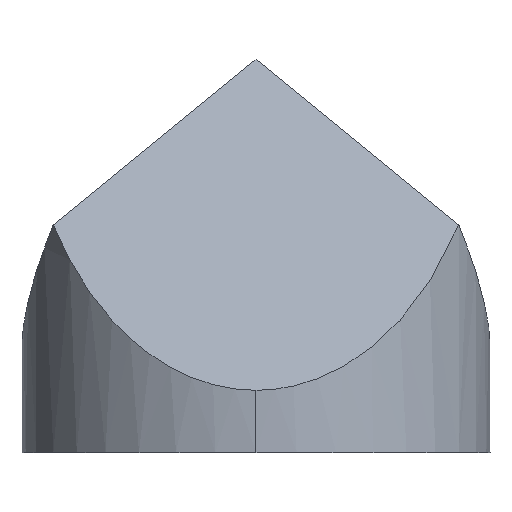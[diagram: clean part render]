
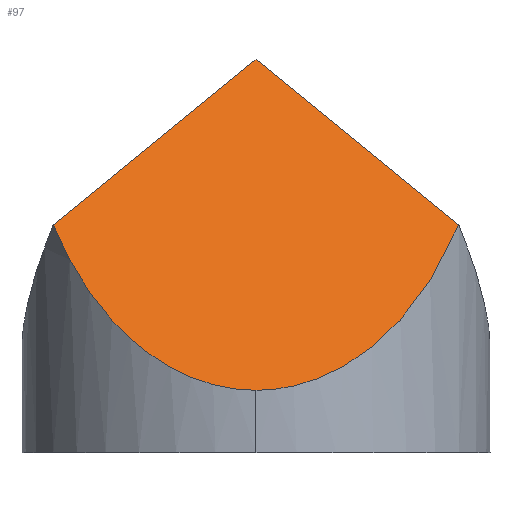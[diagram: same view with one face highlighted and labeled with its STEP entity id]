
A CAD part, left-side view. The second image highlights one B-rep face of the part: STEP entity #97.
In plain terms, the highlighted planar face has unit normal (-0.816, 0, 0.577).
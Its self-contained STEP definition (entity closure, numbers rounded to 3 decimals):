
#8 = VECTOR ( 'NONE', #190, 1000. ) ;
#17 = CARTESIAN_POINT ( 'NONE',  ( -12.5, -21.651, 24.326 ) ) ;
#30 = VERTEX_POINT ( 'NONE', #17 ) ;
#38 = CARTESIAN_POINT ( 'NONE',  ( -25., -9.151, 6.652 ) ) ;
#47 = CARTESIAN_POINT ( 'NONE',  ( 0., 0., 42. ) ) ;
#52 = ORIENTED_EDGE ( 'NONE', *, *, #173, .F. ) ;
#58 = VERTEX_POINT ( 'NONE', #132 ) ;
#64 = CARTESIAN_POINT ( 'NONE',  ( -12.5, 21.651, 24.326 ) ) ;
#69 = CARTESIAN_POINT ( 'NONE',  ( -20.425, 17.075, 13.121 ) ) ;
#82 = ORIENTED_EDGE ( 'NONE', *, *, #152, .F. ) ;
#83 = CARTESIAN_POINT ( 'NONE',  ( -12.5, -21.651, 24.326 ) ) ;
#85 = DIRECTION ( 'NONE',  ( -0.577, 0., -0.816 ) ) ;
#97 = ADVANCED_FACE ( 'NONE', ( #167 ), #156, .F. ) ;
#98 = ORIENTED_EDGE ( 'NONE', *, *, #229, .F. ) ;
#112 = CARTESIAN_POINT ( 'NONE',  ( -25., 9.151, 6.652 ) ) ;
#132 = CARTESIAN_POINT ( 'NONE',  ( -25., 0., 6.652 ) ) ;
#141 = LINE ( 'NONE', #223, #219 ) ;
#152 = EDGE_CURVE ( 'NONE', #30, #58, #294, .T. ) ;
#156 = PLANE ( 'NONE',  #172 ) ;
#163 = CARTESIAN_POINT ( 'NONE',  ( -11.404, -19.753, 25.875 ) ) ;
#167 = FACE_OUTER_BOUND ( 'NONE', #297, .T. ) ;
#172 = AXIS2_PLACEMENT_3D ( 'NONE', #215, #217, #85 ) ;
#173 = EDGE_CURVE ( 'NONE', #58, #247, #192, .T. ) ;
#185 = CARTESIAN_POINT ( 'NONE',  ( -20.425, -17.075, 13.121 ) ) ;
#188 = CARTESIAN_POINT ( 'NONE',  ( -25., 0., 6.652 ) ) ;
#190 = DIRECTION ( 'NONE',  ( 0.408, 0.707, 0.577 ) ) ;
#192 =( BOUNDED_CURVE ( )  B_SPLINE_CURVE ( 3, ( #239, #112, #69, #64 ),
 .UNSPECIFIED., .F., .T. ) 
 B_SPLINE_CURVE_WITH_KNOTS ( ( 4, 4 ),
 ( 0., 1.047 ),
 .UNSPECIFIED. ) 
 CURVE ( )  GEOMETRIC_REPRESENTATION_ITEM ( )  RATIONAL_B_SPLINE_CURVE ( ( 1., 0.911, 0.911, 1. ) ) 
 REPRESENTATION_ITEM ( '' )  );
#215 = CARTESIAN_POINT ( 'NONE',  ( 0., -39.5, 42. ) ) ;
#217 = DIRECTION ( 'NONE',  ( 0.816, 0., -0.577 ) ) ;
#218 = CARTESIAN_POINT ( 'NONE',  ( -12.5, 21.651, 24.326 ) ) ;
#219 = VECTOR ( 'NONE', #273, 1000. ) ;
#222 = ORIENTED_EDGE ( 'NONE', *, *, #301, .T. ) ;
#223 = CARTESIAN_POINT ( 'NONE',  ( 11.404, -19.753, 58.125 ) ) ;
#229 = EDGE_CURVE ( 'NONE', #247, #278, #141, .T. ) ;
#239 = CARTESIAN_POINT ( 'NONE',  ( -25., 0., 6.652 ) ) ;
#247 = VERTEX_POINT ( 'NONE', #218 ) ;
#273 = DIRECTION ( 'NONE',  ( 0.408, -0.707, 0.577 ) ) ;
#278 = VERTEX_POINT ( 'NONE', #47 ) ;
#294 =( BOUNDED_CURVE ( )  B_SPLINE_CURVE ( 3, ( #83, #185, #38, #188 ),
 .UNSPECIFIED., .F., .F. ) 
 B_SPLINE_CURVE_WITH_KNOTS ( ( 4, 4 ),
 ( 5.236, 6.283 ),
 .UNSPECIFIED. ) 
 CURVE ( )  GEOMETRIC_REPRESENTATION_ITEM ( )  RATIONAL_B_SPLINE_CURVE ( ( 1., 0.911, 0.911, 1. ) ) 
 REPRESENTATION_ITEM ( '' )  );
#297 = EDGE_LOOP ( 'NONE', ( #82, #222, #98, #52 ) ) ;
#300 = LINE ( 'NONE', #163, #8 ) ;
#301 = EDGE_CURVE ( 'NONE', #30, #278, #300, .T. ) ;
